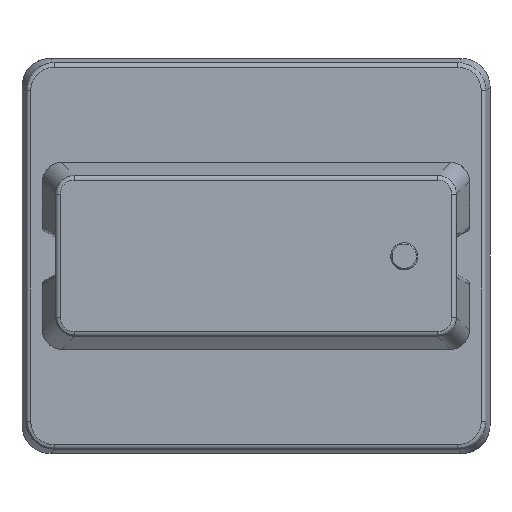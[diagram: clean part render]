
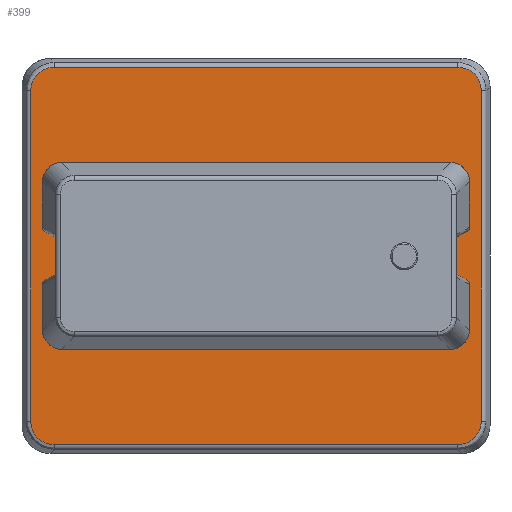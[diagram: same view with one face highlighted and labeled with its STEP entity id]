
A CAD part, top view. The second image highlights one B-rep face of the part: STEP entity #399.
In plain terms, the highlighted planar face has unit normal (0, 0, 1).
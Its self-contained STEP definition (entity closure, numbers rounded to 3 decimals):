
#87=ELLIPSE('',#2734,26.854,25.);
#88=ELLIPSE('',#2735,26.854,25.);
#89=ELLIPSE('',#2736,26.854,25.);
#90=ELLIPSE('',#2737,26.854,25.);
#399=ADVANCED_FACE('',(#607,#608),#557,.T.);
#557=PLANE('',#2738);
#607=FACE_BOUND('',#642,.T.);
#608=FACE_BOUND('',#643,.T.);
#642=EDGE_LOOP('',(#1049,#1050,#1051,#1052,#1053,#1054,#1055,#1056));
#643=EDGE_LOOP('',(#1057,#1058,#1059,#1060,#1061,#1062,#1063,#1064));
#815=CIRCLE('',#2730,13.);
#816=CIRCLE('',#2731,13.);
#817=CIRCLE('',#2732,13.);
#818=CIRCLE('',#2733,13.);
#1049=ORIENTED_EDGE('',*,*,#2025,.T.);
#1050=ORIENTED_EDGE('',*,*,#2026,.T.);
#1051=ORIENTED_EDGE('',*,*,#2027,.T.);
#1052=ORIENTED_EDGE('',*,*,#2028,.T.);
#1053=ORIENTED_EDGE('',*,*,#2029,.T.);
#1054=ORIENTED_EDGE('',*,*,#2030,.T.);
#1055=ORIENTED_EDGE('',*,*,#2031,.T.);
#1056=ORIENTED_EDGE('',*,*,#2032,.T.);
#1057=ORIENTED_EDGE('',*,*,#2033,.T.);
#1058=ORIENTED_EDGE('',*,*,#2034,.T.);
#1059=ORIENTED_EDGE('',*,*,#2035,.T.);
#1060=ORIENTED_EDGE('',*,*,#2036,.T.);
#1061=ORIENTED_EDGE('',*,*,#2037,.T.);
#1062=ORIENTED_EDGE('',*,*,#2038,.T.);
#1063=ORIENTED_EDGE('',*,*,#2039,.T.);
#1064=ORIENTED_EDGE('',*,*,#2040,.T.);
#1790=VERTEX_POINT('',#4120);
#1791=VERTEX_POINT('',#4121);
#1792=VERTEX_POINT('',#4123);
#1793=VERTEX_POINT('',#4125);
#1794=VERTEX_POINT('',#4127);
#1795=VERTEX_POINT('',#4129);
#1796=VERTEX_POINT('',#4131);
#1797=VERTEX_POINT('',#4133);
#1798=VERTEX_POINT('',#4136);
#1799=VERTEX_POINT('',#4137);
#1800=VERTEX_POINT('',#4139);
#1801=VERTEX_POINT('',#4141);
#1802=VERTEX_POINT('',#4143);
#1803=VERTEX_POINT('',#4145);
#1804=VERTEX_POINT('',#4147);
#1805=VERTEX_POINT('',#4149);
#2025=EDGE_CURVE('',#1790,#1791,#2367,.T.);
#2026=EDGE_CURVE('',#1791,#1792,#815,.T.);
#2027=EDGE_CURVE('',#1792,#1793,#2368,.T.);
#2028=EDGE_CURVE('',#1793,#1794,#816,.T.);
#2029=EDGE_CURVE('',#1794,#1795,#2369,.T.);
#2030=EDGE_CURVE('',#1795,#1796,#817,.T.);
#2031=EDGE_CURVE('',#1796,#1797,#2370,.T.);
#2032=EDGE_CURVE('',#1797,#1790,#818,.T.);
#2033=EDGE_CURVE('',#1798,#1799,#2371,.T.);
#2034=EDGE_CURVE('',#1799,#1800,#87,.T.);
#2035=EDGE_CURVE('',#1800,#1801,#2372,.T.);
#2036=EDGE_CURVE('',#1801,#1802,#88,.T.);
#2037=EDGE_CURVE('',#1802,#1803,#2373,.T.);
#2038=EDGE_CURVE('',#1803,#1804,#89,.T.);
#2039=EDGE_CURVE('',#1804,#1805,#2374,.T.);
#2040=EDGE_CURVE('',#1805,#1798,#90,.T.);
#2367=LINE('',#4119,#2553);
#2368=LINE('',#4124,#2554);
#2369=LINE('',#4128,#2555);
#2370=LINE('',#4132,#2556);
#2371=LINE('',#4135,#2557);
#2372=LINE('',#4140,#2558);
#2373=LINE('',#4144,#2559);
#2374=LINE('',#4148,#2560);
#2553=VECTOR('',#3209,1.);
#2554=VECTOR('',#3212,1.);
#2555=VECTOR('',#3215,1.);
#2556=VECTOR('',#3218,1.);
#2557=VECTOR('',#3221,1.);
#2558=VECTOR('',#3224,1.);
#2559=VECTOR('',#3227,1.);
#2560=VECTOR('',#3230,1.);
#2730=AXIS2_PLACEMENT_3D('',#4122,#3210,#3211);
#2731=AXIS2_PLACEMENT_3D('',#4126,#3213,#3214);
#2732=AXIS2_PLACEMENT_3D('',#4130,#3216,#3217);
#2733=AXIS2_PLACEMENT_3D('',#4134,#3219,#3220);
#2734=AXIS2_PLACEMENT_3D('',#4138,#3222,#3223);
#2735=AXIS2_PLACEMENT_3D('',#4142,#3225,#3226);
#2736=AXIS2_PLACEMENT_3D('',#4146,#3228,#3229);
#2737=AXIS2_PLACEMENT_3D('',#4150,#3231,#3232);
#2738=AXIS2_PLACEMENT_3D('',#4151,#3233,#3234);
#3209=DIRECTION('',(0.,-1.,0.));
#3210=DIRECTION('',(0.,0.,-1.));
#3211=DIRECTION('',(1.,0.,0.));
#3212=DIRECTION('',(-1.,0.,0.));
#3213=DIRECTION('',(0.,0.,-1.));
#3214=DIRECTION('',(1.,0.,0.));
#3215=DIRECTION('',(0.,1.,0.));
#3216=DIRECTION('',(0.,0.,-1.));
#3217=DIRECTION('',(1.,0.,0.));
#3218=DIRECTION('',(1.,0.,0.));
#3219=DIRECTION('',(0.,0.,-1.));
#3220=DIRECTION('',(1.,0.,0.));
#3221=DIRECTION('',(1.,0.,0.));
#3222=DIRECTION('',(0.,0.,1.));
#3223=DIRECTION('',(0.707,-0.707,0.));
#3224=DIRECTION('',(0.,1.,0.));
#3225=DIRECTION('',(0.,0.,1.));
#3226=DIRECTION('',(-0.707,-0.707,0.));
#3227=DIRECTION('',(-1.,0.,0.));
#3228=DIRECTION('',(0.,0.,1.));
#3229=DIRECTION('',(0.707,-0.707,0.));
#3230=DIRECTION('',(0.,-1.,0.));
#3231=DIRECTION('',(0.,0.,1.));
#3232=DIRECTION('',(-0.707,-0.707,0.));
#3233=DIRECTION('',(0.,0.,1.));
#3234=DIRECTION('',(1.,0.,0.));
#4119=CARTESIAN_POINT('',(375.925,175.575,20.858));
#4120=CARTESIAN_POINT('',(375.925,230.425,20.858));
#4121=CARTESIAN_POINT('',(375.925,175.575,20.858));
#4122=CARTESIAN_POINT('',(362.925,175.575,20.858));
#4123=CARTESIAN_POINT('',(362.925,162.575,20.858));
#4124=CARTESIAN_POINT('',(118.075,162.575,20.858));
#4125=CARTESIAN_POINT('',(118.075,162.575,20.858));
#4126=CARTESIAN_POINT('',(118.075,175.575,20.858));
#4127=CARTESIAN_POINT('',(105.075,175.575,20.858));
#4128=CARTESIAN_POINT('',(105.075,230.425,20.858));
#4129=CARTESIAN_POINT('',(105.075,230.425,20.858));
#4130=CARTESIAN_POINT('',(118.075,230.425,20.858));
#4131=CARTESIAN_POINT('',(118.075,243.425,20.858));
#4132=CARTESIAN_POINT('',(362.925,243.425,20.858));
#4133=CARTESIAN_POINT('',(362.925,243.425,20.858));
#4134=CARTESIAN_POINT('',(362.925,230.425,20.858));
#4135=CARTESIAN_POINT('',(240.5,9.626,20.858));
#4136=CARTESIAN_POINT('',(33.717,9.626,20.858));
#4137=CARTESIAN_POINT('',(447.283,9.626,20.858));
#4138=CARTESIAN_POINT('',(445.431,35.569,20.858));
#4139=CARTESIAN_POINT('',(471.374,33.717,20.858));
#4140=CARTESIAN_POINT('',(471.374,203.,20.858));
#4141=CARTESIAN_POINT('',(471.374,372.283,20.858));
#4142=CARTESIAN_POINT('',(445.431,370.431,20.858));
#4143=CARTESIAN_POINT('',(447.283,396.374,20.858));
#4144=CARTESIAN_POINT('',(240.5,396.374,20.858));
#4145=CARTESIAN_POINT('',(33.717,396.374,20.858));
#4146=CARTESIAN_POINT('',(35.569,370.431,20.858));
#4147=CARTESIAN_POINT('',(9.626,372.283,20.858));
#4148=CARTESIAN_POINT('',(9.626,203.,20.858));
#4149=CARTESIAN_POINT('',(9.626,33.717,20.858));
#4150=CARTESIAN_POINT('',(35.569,35.569,20.858));
#4151=CARTESIAN_POINT('',(240.5,203.,20.858));
